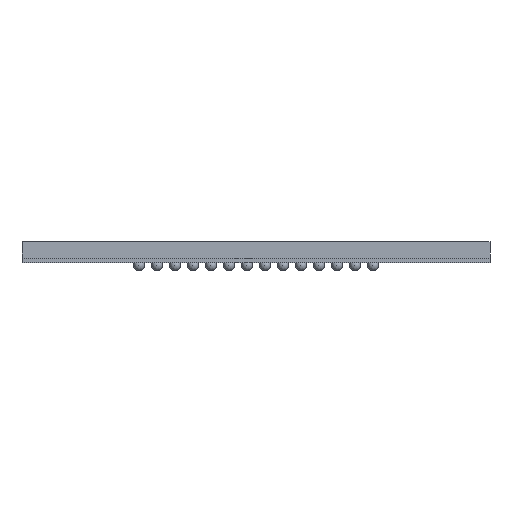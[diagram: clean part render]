
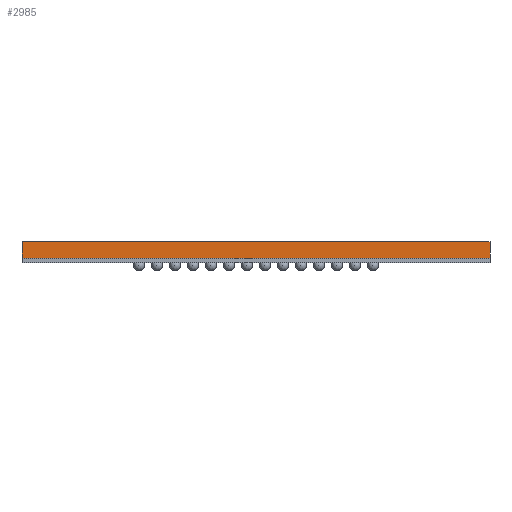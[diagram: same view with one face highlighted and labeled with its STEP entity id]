
A CAD part, left-side view. The second image highlights one B-rep face of the part: STEP entity #2985.
In plain terms, the highlighted planar face has unit normal (-1, 0, 0).
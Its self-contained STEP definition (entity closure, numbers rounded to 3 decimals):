
#229 = VECTOR ( 'NONE', #18151, 1000. ) ;
#237 = DIRECTION ( 'NONE',  ( 0., -1., 0. ) ) ;
#1939 = DIRECTION ( 'NONE',  ( 0., -1., 0. ) ) ;
#2278 = CARTESIAN_POINT ( 'NONE',  ( -5.75, 6.5, 0.46 ) ) ;
#2513 = CARTESIAN_POINT ( 'NONE',  ( -5.75, -6.5, 0.46 ) ) ;
#2607 = ORIENTED_EDGE ( 'NONE', *, *, #20560, .T. ) ;
#2985 = ADVANCED_FACE ( 'NONE', ( #24952 ), #11979, .F. ) ;
#3344 = DIRECTION ( 'NONE',  ( 1., 0., 0. ) ) ;
#3959 = VECTOR ( 'NONE', #1939, 1000. ) ;
#4467 = EDGE_CURVE ( 'NONE', #6630, #20907, #11141, .T. ) ;
#6630 = VERTEX_POINT ( 'NONE', #13357 ) ;
#7198 = LINE ( 'NONE', #22378, #13665 ) ;
#7250 = CARTESIAN_POINT ( 'NONE',  ( -5.75, 6.5, 0.46 ) ) ;
#7961 = AXIS2_PLACEMENT_3D ( 'NONE', #14570, #3344, #25233 ) ;
#8221 = LINE ( 'NONE', #8515, #3959 ) ;
#8439 = ORIENTED_EDGE ( 'NONE', *, *, #4467, .F. ) ;
#8515 = CARTESIAN_POINT ( 'NONE',  ( -5.75, 6.5, 0. ) ) ;
#8550 = CARTESIAN_POINT ( 'NONE',  ( -5.75, -6.5, 0. ) ) ;
#8964 = CARTESIAN_POINT ( 'NONE',  ( -5.75, 6.5, 0. ) ) ;
#11141 = LINE ( 'NONE', #2513, #26308 ) ;
#11979 = PLANE ( 'NONE',  #7961 ) ;
#12602 = VERTEX_POINT ( 'NONE', #2278 ) ;
#13357 = CARTESIAN_POINT ( 'NONE',  ( -5.75, -6.5, 0.46 ) ) ;
#13665 = VECTOR ( 'NONE', #237, 1000. ) ;
#14557 = EDGE_LOOP ( 'NONE', ( #20437, #8439, #19490, #2607 ) ) ;
#14570 = CARTESIAN_POINT ( 'NONE',  ( -5.75, 6.5, 0.46 ) ) ;
#17617 = EDGE_CURVE ( 'NONE', #17677, #20907, #8221, .T. ) ;
#17677 = VERTEX_POINT ( 'NONE', #8964 ) ;
#18151 = DIRECTION ( 'NONE',  ( 0., 0., -1. ) ) ;
#19490 = ORIENTED_EDGE ( 'NONE', *, *, #23393, .F. ) ;
#19833 = DIRECTION ( 'NONE',  ( 0., 0., -1. ) ) ;
#20437 = ORIENTED_EDGE ( 'NONE', *, *, #17617, .T. ) ;
#20560 = EDGE_CURVE ( 'NONE', #12602, #17677, #26857, .T. ) ;
#20907 = VERTEX_POINT ( 'NONE', #8550 ) ;
#22378 = CARTESIAN_POINT ( 'NONE',  ( -5.75, 6.5, 0.46 ) ) ;
#23393 = EDGE_CURVE ( 'NONE', #12602, #6630, #7198, .T. ) ;
#24952 = FACE_OUTER_BOUND ( 'NONE', #14557, .T. ) ;
#25233 = DIRECTION ( 'NONE',  ( 0., 1., 0. ) ) ;
#26308 = VECTOR ( 'NONE', #19833, 1000. ) ;
#26857 = LINE ( 'NONE', #7250, #229 ) ;
